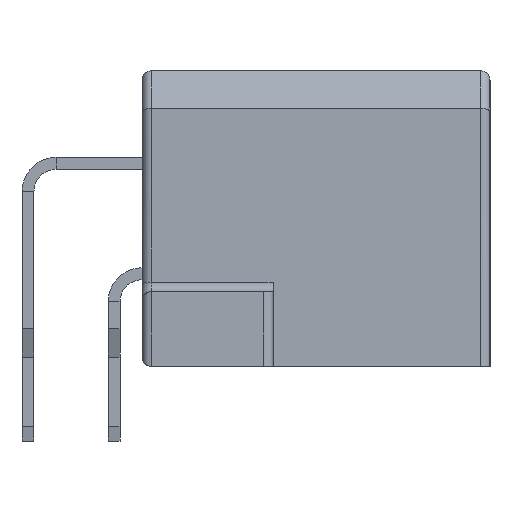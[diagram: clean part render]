
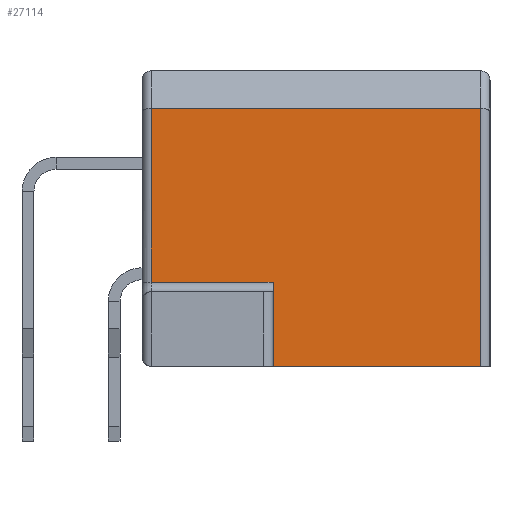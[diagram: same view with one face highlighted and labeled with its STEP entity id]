
A CAD part, left-side view. The second image highlights one B-rep face of the part: STEP entity #27114.
In plain terms, the highlighted planar face has unit normal (-1, 0, 0).
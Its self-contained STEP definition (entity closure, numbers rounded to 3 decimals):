
#422 = CARTESIAN_POINT ( 'NONE',  ( -23.35, 8.8, 0. ) ) ;
#585 = ORIENTED_EDGE ( 'NONE', *, *, #10483, .T. ) ;
#887 = ORIENTED_EDGE ( 'NONE', *, *, #4057, .T. ) ;
#2023 = LINE ( 'NONE', #422, #27856 ) ;
#2430 = DIRECTION ( 'NONE',  ( 0., 0., 1. ) ) ;
#2827 = CARTESIAN_POINT ( 'NONE',  ( -23.35, 2.3, 0. ) ) ;
#2983 = LINE ( 'NONE', #13753, #25105 ) ;
#3344 = DIRECTION ( 'NONE',  ( 0., 1., 0. ) ) ;
#3940 = EDGE_CURVE ( 'NONE', #28287, #22700, #27678, .T. ) ;
#4057 = EDGE_CURVE ( 'NONE', #24510, #28287, #18142, .T. ) ;
#4700 = CARTESIAN_POINT ( 'NONE',  ( -23.35, -8.8, 0. ) ) ;
#5226 = VECTOR ( 'NONE', #31946, 1000. ) ;
#5327 = CARTESIAN_POINT ( 'NONE',  ( -23.35, 8.8, 4.5 ) ) ;
#5463 = CARTESIAN_POINT ( 'NONE',  ( -23.35, -9.3, 0. ) ) ;
#5604 = VERTEX_POINT ( 'NONE', #21429 ) ;
#5645 = VERTEX_POINT ( 'NONE', #5327 ) ;
#6785 = CARTESIAN_POINT ( 'NONE',  ( -23.35, -8.8, 0. ) ) ;
#7461 = ORIENTED_EDGE ( 'NONE', *, *, #21801, .F. ) ;
#8290 = LINE ( 'NONE', #5463, #13159 ) ;
#9658 = EDGE_CURVE ( 'NONE', #22700, #5645, #2023, .T. ) ;
#10192 = CARTESIAN_POINT ( 'NONE',  ( -23.35, -9.3, 0. ) ) ;
#10298 = CARTESIAN_POINT ( 'NONE',  ( -23.35, 2.3, 4.5 ) ) ;
#10405 = AXIS2_PLACEMENT_3D ( 'NONE', #10192, #28385, #20980 ) ;
#10483 = EDGE_CURVE ( 'NONE', #5645, #15911, #2983, .T. ) ;
#13159 = VECTOR ( 'NONE', #3344, 1000. ) ;
#13753 = CARTESIAN_POINT ( 'NONE',  ( -23.35, -9.3, 4.5 ) ) ;
#14282 = CARTESIAN_POINT ( 'NONE',  ( -23.35, 9.3, 13.8 ) ) ;
#15911 = VERTEX_POINT ( 'NONE', #10298 ) ;
#17837 = VECTOR ( 'NONE', #2430, 1000. ) ;
#18142 = LINE ( 'NONE', #4700, #17837 ) ;
#20980 = DIRECTION ( 'NONE',  ( 0., 0., -1. ) ) ;
#21429 = CARTESIAN_POINT ( 'NONE',  ( -23.35, 2.3, 0. ) ) ;
#21617 = DIRECTION ( 'NONE',  ( 0., 0., -1. ) ) ;
#21801 = EDGE_CURVE ( 'NONE', #24510, #5604, #8290, .T. ) ;
#22623 = EDGE_CURVE ( 'NONE', #5604, #15911, #24191, .T. ) ;
#22700 = VERTEX_POINT ( 'NONE', #34767 ) ;
#23642 = FACE_OUTER_BOUND ( 'NONE', #30039, .T. ) ;
#24191 = LINE ( 'NONE', #2827, #5226 ) ;
#24510 = VERTEX_POINT ( 'NONE', #6785 ) ;
#24535 = DIRECTION ( 'NONE',  ( 0., -1., 0. ) ) ;
#24622 = VECTOR ( 'NONE', #25059, 1000. ) ;
#25059 = DIRECTION ( 'NONE',  ( 0., 1., 0. ) ) ;
#25105 = VECTOR ( 'NONE', #24535, 1000. ) ;
#26344 = ORIENTED_EDGE ( 'NONE', *, *, #9658, .T. ) ;
#27114 = ADVANCED_FACE ( 'NONE', ( #23642 ), #34380, .F. ) ;
#27678 = LINE ( 'NONE', #14282, #24622 ) ;
#27856 = VECTOR ( 'NONE', #21617, 1000. ) ;
#28287 = VERTEX_POINT ( 'NONE', #31970 ) ;
#28333 = ORIENTED_EDGE ( 'NONE', *, *, #22623, .F. ) ;
#28385 = DIRECTION ( 'NONE',  ( 1., 0., 0. ) ) ;
#30039 = EDGE_LOOP ( 'NONE', ( #7461, #887, #32832, #26344, #585, #28333 ) ) ;
#31946 = DIRECTION ( 'NONE',  ( 0., 0., 1. ) ) ;
#31970 = CARTESIAN_POINT ( 'NONE',  ( -23.35, -8.8, 13.8 ) ) ;
#32832 = ORIENTED_EDGE ( 'NONE', *, *, #3940, .T. ) ;
#34380 = PLANE ( 'NONE',  #10405 ) ;
#34767 = CARTESIAN_POINT ( 'NONE',  ( -23.35, 8.8, 13.8 ) ) ;
